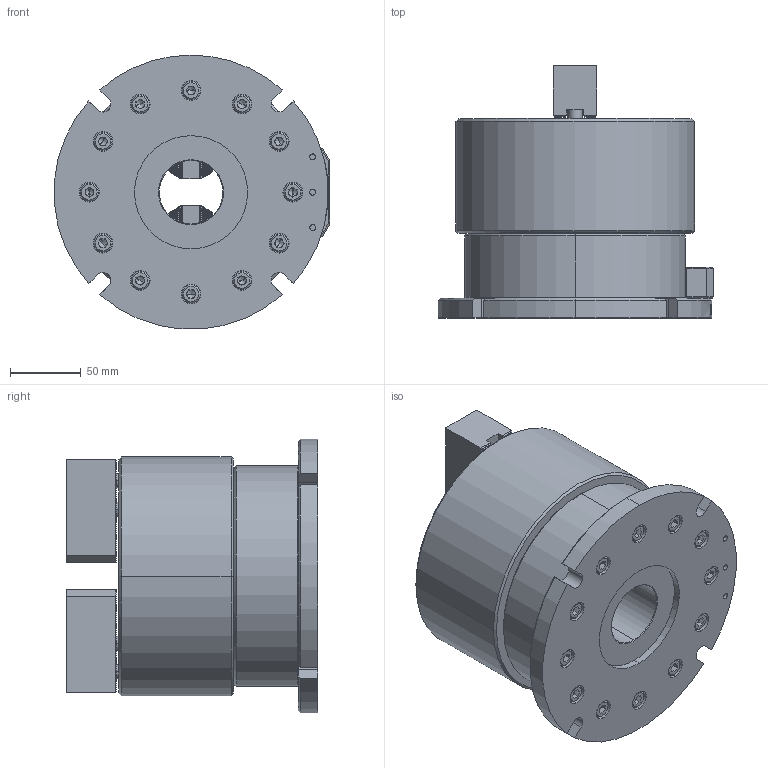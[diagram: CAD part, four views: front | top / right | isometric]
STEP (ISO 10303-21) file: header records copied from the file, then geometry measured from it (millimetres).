
FILE_DESCRIPTION (( 'STEP AP203' ), '1' );
FILE_NAME ('CF-VH-206.STEP', '2017-12-15T08:32:43', ( 'temp' ), ( '' ), 'SwSTEP 2.0', 'SolidWorks 2016', '' );
FILE_SCHEMA (( 'CONFIG_CONTROL_DESIGN' ));
Length unit declared in the file: metre
Products named in the file (13): M5x10半圓頭; SJ-06; VH-06底座; M10x25; VH-06缸體; 2H-06(VH206); M8x20; M10x80; VH-06油路板; CF-VH-206; M5x25; 2H-06本體; 2H-06防塵蓋
Assembly tree (37 placements, depth 3):
  CF-VH-206
    VH-06底座
    VH-06缸體
    M8x20  x12
    VH-06油路板
    M5x25  x3
    2H-06(VH206)
      2H-06本體
      2H-06防塵蓋
      M5x10半圓頭  x4
      SJ-06  x2
      M10x25  x4
    M10x80  x6
Bounding box: 194.68 x 178.25 x 193.68 mm (x, y, z)
Volume: 2414064.7 mm3; surface area: 381580.9 mm2
Topology: 36 solids, 36 shells, 2003 faces, 5235 edges, 3301 vertices
Faces by surface type: plane 1150, cylinder 541, cone 304, sphere 8
Entity records: 33114 total; most frequent: CARTESIAN_POINT 6455, ORIENTED_EDGE 5202, DIRECTION 5067, EDGE_CURVE 2601, AXIS2_PLACEMENT_3D 1729, VERTEX_POINT 1691, VECTOR 1609, LINE 1609
